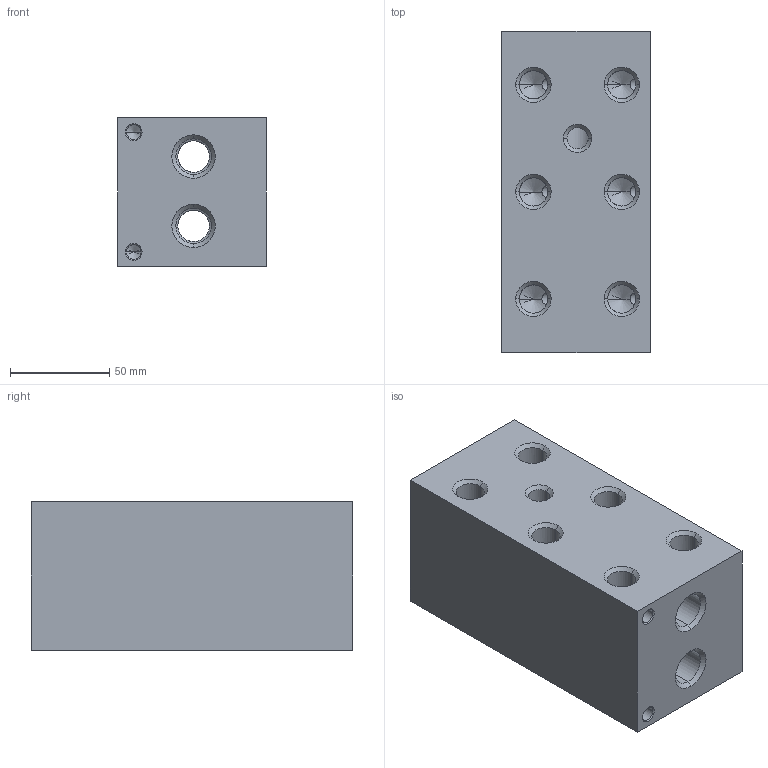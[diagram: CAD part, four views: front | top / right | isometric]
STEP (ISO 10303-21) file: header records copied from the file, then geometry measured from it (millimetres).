
FILE_DESCRIPTION((''),'2;1');
FILE_NAME('VSC_ASM','2019-10-28T',('ProEService'),(''),'PRO/ENGINEER BY PARAMETRIC TECHNOLOGY CORPORATION, 2014200','PRO/ENGINEER BY PARAMETRIC TECHNOLOGY CORPORATION, 2014200','');
FILE_SCHEMA(('CONFIG_CONTROL_DESIGN'));
Length unit declared in the file: inch
Products named in the file (2): 153-202-001; VSC_ASM
Assembly tree (1 placements, depth 2):
  VSC_ASM
    153-202-001
Bounding box: 74.63 x 161.93 x 74.63 mm (x, y, z)
Volume: 766165.4 mm3; surface area: 98222.4 mm2
Topology: 1 solids, 1 shells, 238 faces, 1010 edges, 933 vertices
Faces by surface type: cone 130, cylinder 98, plane 8, torus 2
Entity records: 11341 total; most frequent: CARTESIAN_POINT 3491, DIRECTION 1674, ORIENTED_EDGE 1294, EDGE_CURVE 647, VECTOR 578, LINE 578, AXIS2_PLACEMENT_3D 548, VERTEX_POINT 428
